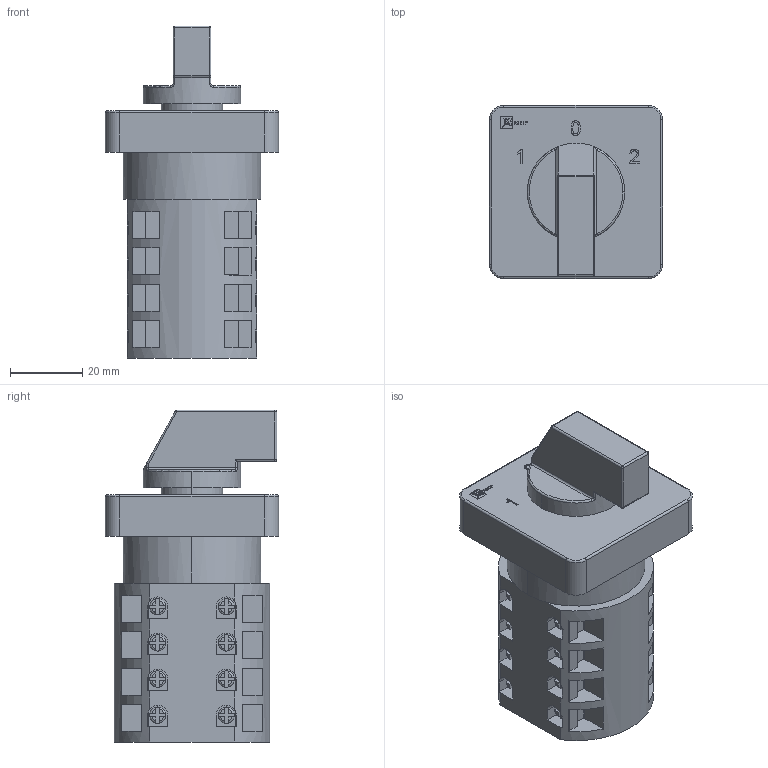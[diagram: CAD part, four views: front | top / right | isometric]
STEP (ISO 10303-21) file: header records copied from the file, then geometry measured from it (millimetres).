
FILE_DESCRIPTION (( 'STEP AP203' ), '1' );
FILE_NAME ('ﾏﾊ-1-24 10ﾀ 4ﾐ (pk-1-24-10).STEP', '2018-09-04T06:47:28', ( '' ), ( '' ), 'SwSTEP 2.0', 'SolidWorks 2017', '' );
FILE_SCHEMA (( 'CONFIG_CONTROL_DESIGN' ));
Length unit declared in the file: millimetre
Products named in the file (1): ﾏﾊ-1-24 10ﾀ 4ﾐ (pk-1-24-10)
Bounding box: 48 x 48 x 92 mm (x, y, z)
Volume: 102825.3 mm3; surface area: 21838.5 mm2
Topology: 1 solids, 1 shells, 738 faces, 2081 edges, 1361 vertices
Faces by surface type: plane 509, cylinder 109, torus 71, bspline 43, sphere 6
Entity records: 26169 total; most frequent: CARTESIAN_POINT 7127, ORIENTED_EDGE 4154, DIRECTION 3711, EDGE_CURVE 2077, VERTEX_POINT 1361, VECTOR 1357, LINE 1357, AXIS2_PLACEMENT_3D 1177
